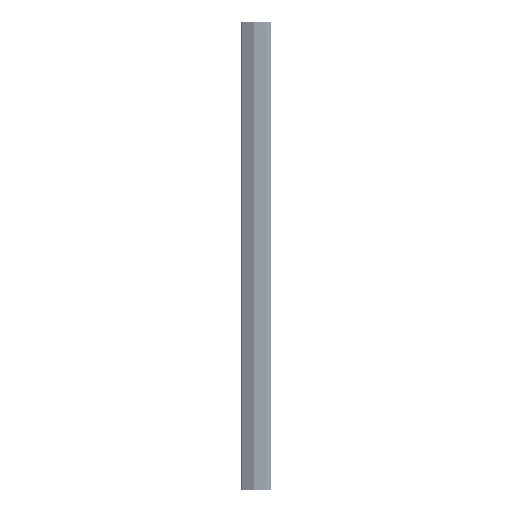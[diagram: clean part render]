
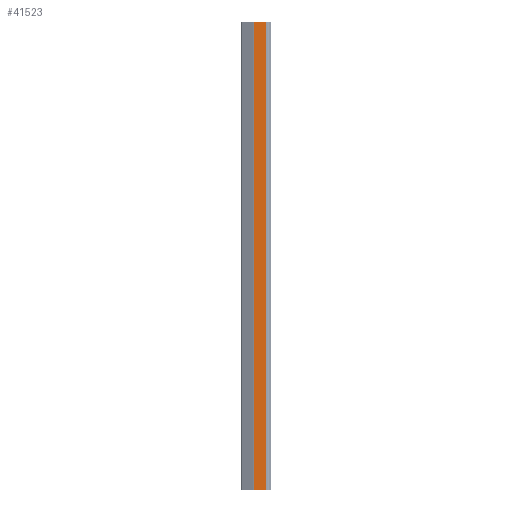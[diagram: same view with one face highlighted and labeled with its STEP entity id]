
A CAD part, left-side view. The second image highlights one B-rep face of the part: STEP entity #41523.
In plain terms, the highlighted planar face has unit normal (-1, 0, 0).
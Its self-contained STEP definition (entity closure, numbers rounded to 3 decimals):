
#16849=DIRECTION('',(0.,0.,1.));
#16850=VECTOR('',#16849,365.4);
#16851=CARTESIAN_POINT('',(-224.5,-10.31,-182.7));
#16852=LINE('',#16851,#16850);
#16875=DIRECTION('',(0.,-1.,0.));
#16876=VECTOR('',#16875,9.51);
#16877=CARTESIAN_POINT('',(-224.5,-10.31,-182.7));
#16878=LINE('',#16877,#16876);
#16892=DIRECTION('',(0.,0.,1.));
#16893=VECTOR('',#16892,365.4);
#16894=CARTESIAN_POINT('',(-224.5,-19.82,-182.7));
#16895=LINE('',#16894,#16893);
#16999=DIRECTION('',(0.,-1.,0.));
#17000=VECTOR('',#16999,9.51);
#17001=CARTESIAN_POINT('',(-224.5,-10.31,182.7));
#17002=LINE('',#17001,#17000);
#23461=CARTESIAN_POINT('',(-224.5,-10.31,-182.7));
#23462=CARTESIAN_POINT('',(-224.5,-10.31,182.7));
#23463=VERTEX_POINT('',#23461);
#23464=VERTEX_POINT('',#23462);
#23481=CARTESIAN_POINT('',(-224.5,-19.82,-182.7));
#23482=CARTESIAN_POINT('',(-224.5,-19.82,182.7));
#23483=VERTEX_POINT('',#23481);
#23484=VERTEX_POINT('',#23482);
#41509=CARTESIAN_POINT('',(-224.5,-10.,-182.7));
#41510=DIRECTION('',(-1.,0.,0.));
#41511=DIRECTION('',(0.,-1.,0.));
#41512=AXIS2_PLACEMENT_3D('',#41509,#41510,#41511);
#41513=PLANE('',#41512);
#41515=ORIENTED_EDGE('',*,*,#41514,.F.);
#41516=ORIENTED_EDGE('',*,*,#41500,.T.);
#41518=ORIENTED_EDGE('',*,*,#41517,.T.);
#41520=ORIENTED_EDGE('',*,*,#41519,.F.);
#41521=EDGE_LOOP('',(#41515,#41516,#41518,#41520));
#41522=FACE_OUTER_BOUND('',#41521,.F.);
#41523=ADVANCED_FACE('',(#41522),#41513,.T.);
#41500=EDGE_CURVE('',#23463,#23464,#16852,.T.);
#41514=EDGE_CURVE('',#23463,#23483,#16878,.T.);
#41517=EDGE_CURVE('',#23464,#23484,#17002,.T.);
#41519=EDGE_CURVE('',#23483,#23484,#16895,.T.);
